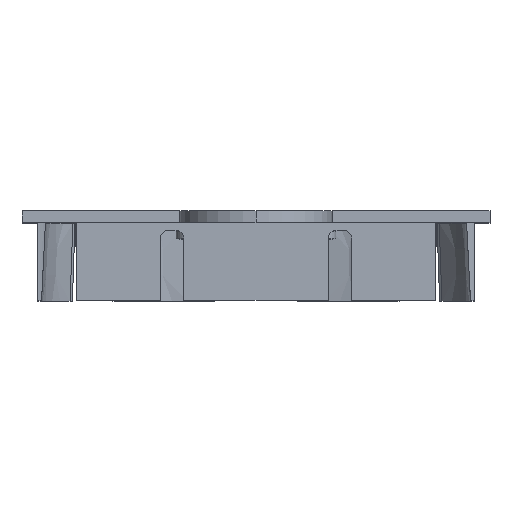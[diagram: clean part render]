
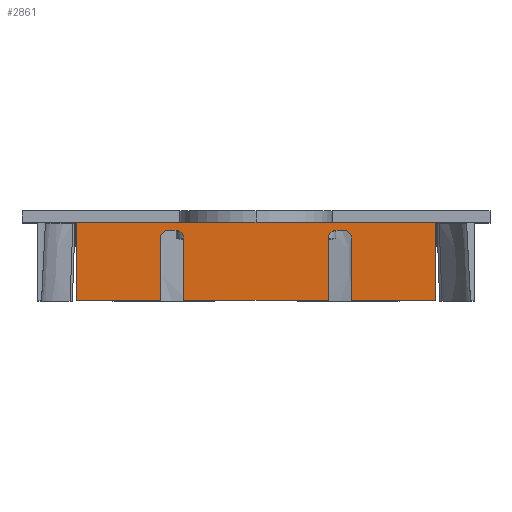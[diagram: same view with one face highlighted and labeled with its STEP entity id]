
A CAD part, top view. The second image highlights one B-rep face of the part: STEP entity #2861.
In plain terms, the highlighted planar face has unit normal (0, 0, 1).
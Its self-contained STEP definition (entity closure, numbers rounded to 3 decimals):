
#7 = VERTEX_POINT ( 'NONE', #1300 ) ;
#24 = EDGE_CURVE ( 'NONE', #235, #490, #1604, .T. ) ;
#38 = CARTESIAN_POINT ( 'NONE',  ( 46., 0., 76. ) ) ;
#39 = CARTESIAN_POINT ( 'NONE',  ( 24.5, -2., 76. ) ) ;
#70 = VECTOR ( 'NONE', #2338, 1000. ) ;
#82 = VERTEX_POINT ( 'NONE', #3868 ) ;
#99 = ORIENTED_EDGE ( 'NONE', *, *, #24, .T. ) ;
#160 = VERTEX_POINT ( 'NONE', #1343 ) ;
#171 = ORIENTED_EDGE ( 'NONE', *, *, #3601, .F. ) ;
#183 = EDGE_CURVE ( 'NONE', #82, #1888, #2734, .T. ) ;
#208 = CARTESIAN_POINT ( 'NONE',  ( -18.5, -20., 76. ) ) ;
#219 = CARTESIAN_POINT ( 'NONE',  ( -24.5, -2., 76. ) ) ;
#235 = VERTEX_POINT ( 'NONE', #1806 ) ;
#250 = DIRECTION ( 'NONE',  ( 0., -1., 0. ) ) ;
#277 = CARTESIAN_POINT ( 'NONE',  ( 24.5, -20., 76. ) ) ;
#283 = CARTESIAN_POINT ( 'NONE',  ( -18.5, -2., 76. ) ) ;
#305 = LINE ( 'NONE', #758, #2094 ) ;
#332 = ORIENTED_EDGE ( 'NONE', *, *, #1891, .T. ) ;
#467 = CIRCLE ( 'NONE', #3192, 2. ) ;
#469 = DIRECTION ( 'NONE',  ( -1., 0., 0. ) ) ;
#490 = VERTEX_POINT ( 'NONE', #1216 ) ;
#506 = VECTOR ( 'NONE', #772, 1000. ) ;
#552 = CARTESIAN_POINT ( 'NONE',  ( 22.5, -4., 76. ) ) ;
#559 = DIRECTION ( 'NONE',  ( 0., 0., -1. ) ) ;
#575 = CARTESIAN_POINT ( 'NONE',  ( 46., -20.001, 76. ) ) ;
#643 = EDGE_CURVE ( 'NONE', #4170, #3707, #1661, .T. ) ;
#691 = CIRCLE ( 'NONE', #3987, 2. ) ;
#751 = DIRECTION ( 'NONE',  ( -1., 0., 0. ) ) ;
#758 = CARTESIAN_POINT ( 'NONE',  ( -18.5, -2., 76. ) ) ;
#772 = DIRECTION ( 'NONE',  ( 0., 1., 0. ) ) ;
#879 = ORIENTED_EDGE ( 'NONE', *, *, #2228, .T. ) ;
#938 = CARTESIAN_POINT ( 'NONE',  ( -20.5, -4., 76. ) ) ;
#951 = DIRECTION ( 'NONE',  ( -1., 0., 0. ) ) ;
#1096 = VECTOR ( 'NONE', #1686, 1000. ) ;
#1099 = DIRECTION ( 'NONE',  ( 0., 1., 0. ) ) ;
#1193 = ORIENTED_EDGE ( 'NONE', *, *, #4638, .T. ) ;
#1211 = EDGE_CURVE ( 'NONE', #3154, #82, #2999, .T. ) ;
#1216 = CARTESIAN_POINT ( 'NONE',  ( 22.5, -2., 76. ) ) ;
#1284 = DIRECTION ( 'NONE',  ( -1., 0., 0. ) ) ;
#1300 = CARTESIAN_POINT ( 'NONE',  ( -46., -20., 76. ) ) ;
#1301 = VERTEX_POINT ( 'NONE', #1385 ) ;
#1307 = DIRECTION ( 'NONE',  ( -1., 0., 0. ) ) ;
#1315 = VERTEX_POINT ( 'NONE', #2106 ) ;
#1343 = CARTESIAN_POINT ( 'NONE',  ( -20.5, -2., 76. ) ) ;
#1347 = VERTEX_POINT ( 'NONE', #2483 ) ;
#1385 = CARTESIAN_POINT ( 'NONE',  ( 24.5, -4., 76. ) ) ;
#1491 = DIRECTION ( 'NONE',  ( 0., 0., -1. ) ) ;
#1532 = ORIENTED_EDGE ( 'NONE', *, *, #3879, .T. ) ;
#1544 = ORIENTED_EDGE ( 'NONE', *, *, #1745, .F. ) ;
#1601 = ORIENTED_EDGE ( 'NONE', *, *, #643, .F. ) ;
#1604 = LINE ( 'NONE', #3343, #4666 ) ;
#1661 = LINE ( 'NONE', #219, #3471 ) ;
#1663 = CARTESIAN_POINT ( 'NONE',  ( 56., 0., 76. ) ) ;
#1675 = PLANE ( 'NONE',  #1772 ) ;
#1686 = DIRECTION ( 'NONE',  ( -1., 0., 0. ) ) ;
#1688 = DIRECTION ( 'NONE',  ( -1., 0., 0. ) ) ;
#1718 = EDGE_CURVE ( 'NONE', #3845, #7, #3693, .T. ) ;
#1728 = DIRECTION ( 'NONE',  ( -1., 0., 0. ) ) ;
#1745 = EDGE_CURVE ( 'NONE', #3707, #7, #2436, .T. ) ;
#1772 = AXIS2_PLACEMENT_3D ( 'NONE', #2060, #3520, #1688 ) ;
#1806 = CARTESIAN_POINT ( 'NONE',  ( 20.5, -2., 76. ) ) ;
#1861 = ORIENTED_EDGE ( 'NONE', *, *, #1718, .T. ) ;
#1864 = EDGE_CURVE ( 'NONE', #4170, #3665, #1869, .T. ) ;
#1869 = CIRCLE ( 'NONE', #3742, 2. ) ;
#1888 = VERTEX_POINT ( 'NONE', #277 ) ;
#1891 = EDGE_CURVE ( 'NONE', #160, #1347, #691, .T. ) ;
#1905 = LINE ( 'NONE', #1663, #2755 ) ;
#1946 = DIRECTION ( 'NONE',  ( 0., -1., 0. ) ) ;
#1971 = VECTOR ( 'NONE', #1728, 1000. ) ;
#1996 = CARTESIAN_POINT ( 'NONE',  ( -22.5, -4., 76. ) ) ;
#2016 = VECTOR ( 'NONE', #2910, 1000. ) ;
#2031 = LINE ( 'NONE', #283, #1971 ) ;
#2032 = CARTESIAN_POINT ( 'NONE',  ( -46., 0., 76. ) ) ;
#2045 = VECTOR ( 'NONE', #4602, 1000. ) ;
#2059 = VERTEX_POINT ( 'NONE', #2191 ) ;
#2060 = CARTESIAN_POINT ( 'NONE',  ( 56., -20., 76. ) ) ;
#2080 = EDGE_CURVE ( 'NONE', #4447, #1347, #305, .T. ) ;
#2087 = ORIENTED_EDGE ( 'NONE', *, *, #1864, .T. ) ;
#2094 = VECTOR ( 'NONE', #1099, 1000. ) ;
#2106 = CARTESIAN_POINT ( 'NONE',  ( 18.5, -4., 76. ) ) ;
#2182 = ORIENTED_EDGE ( 'NONE', *, *, #2080, .F. ) ;
#2191 = CARTESIAN_POINT ( 'NONE',  ( 18.5, -20., 76. ) ) ;
#2228 = EDGE_CURVE ( 'NONE', #490, #1301, #467, .T. ) ;
#2338 = DIRECTION ( 'NONE',  ( -1., 0., 0. ) ) ;
#2344 = CIRCLE ( 'NONE', #3039, 2. ) ;
#2364 = FACE_OUTER_BOUND ( 'NONE', #2560, .T. ) ;
#2436 = LINE ( 'NONE', #4488, #70 ) ;
#2483 = CARTESIAN_POINT ( 'NONE',  ( -18.5, -4., 76. ) ) ;
#2539 = CARTESIAN_POINT ( 'NONE',  ( -24.5, -4., 76. ) ) ;
#2560 = EDGE_LOOP ( 'NONE', ( #3992, #3814, #1532, #1861, #1544, #1601, #2087, #4481, #332, #2182, #171, #4614, #1193, #99, #879, #4134 ) ) ;
#2587 = CARTESIAN_POINT ( 'NONE',  ( 56., -20., 76. ) ) ;
#2614 = DIRECTION ( 'NONE',  ( 1., 0., 0. ) ) ;
#2734 = LINE ( 'NONE', #3115, #1096 ) ;
#2755 = VECTOR ( 'NONE', #1307, 1000. ) ;
#2769 = DIRECTION ( 'NONE',  ( 0., 0., -1. ) ) ;
#2861 = ADVANCED_FACE ( 'NONE', ( #2364 ), #1675, .F. ) ;
#2910 = DIRECTION ( 'NONE',  ( 0., -1., 0. ) ) ;
#2999 = LINE ( 'NONE', #575, #2045 ) ;
#3036 = LINE ( 'NONE', #2587, #3100 ) ;
#3039 = AXIS2_PLACEMENT_3D ( 'NONE', #3662, #1491, #469 ) ;
#3100 = VECTOR ( 'NONE', #751, 1000. ) ;
#3115 = CARTESIAN_POINT ( 'NONE',  ( 56., -20., 76. ) ) ;
#3153 = LINE ( 'NONE', #39, #2016 ) ;
#3154 = VERTEX_POINT ( 'NONE', #38 ) ;
#3192 = AXIS2_PLACEMENT_3D ( 'NONE', #552, #4139, #1284 ) ;
#3273 = CARTESIAN_POINT ( 'NONE',  ( -22.5, -2., 76. ) ) ;
#3343 = CARTESIAN_POINT ( 'NONE',  ( 18.5, -2., 76. ) ) ;
#3354 = EDGE_CURVE ( 'NONE', #160, #3665, #2031, .T. ) ;
#3471 = VECTOR ( 'NONE', #250, 1000. ) ;
#3491 = DIRECTION ( 'NONE',  ( -1., 0., 0. ) ) ;
#3520 = DIRECTION ( 'NONE',  ( 0., 0., -1. ) ) ;
#3595 = EDGE_CURVE ( 'NONE', #2059, #1315, #3847, .T. ) ;
#3601 = EDGE_CURVE ( 'NONE', #2059, #4447, #3036, .T. ) ;
#3662 = CARTESIAN_POINT ( 'NONE',  ( 20.5, -4., 76. ) ) ;
#3665 = VERTEX_POINT ( 'NONE', #3273 ) ;
#3693 = LINE ( 'NONE', #4126, #4318 ) ;
#3707 = VERTEX_POINT ( 'NONE', #4106 ) ;
#3742 = AXIS2_PLACEMENT_3D ( 'NONE', #1996, #559, #951 ) ;
#3814 = ORIENTED_EDGE ( 'NONE', *, *, #1211, .F. ) ;
#3845 = VERTEX_POINT ( 'NONE', #2032 ) ;
#3847 = LINE ( 'NONE', #4410, #506 ) ;
#3868 = CARTESIAN_POINT ( 'NONE',  ( 46., -20., 76. ) ) ;
#3879 = EDGE_CURVE ( 'NONE', #3154, #3845, #1905, .T. ) ;
#3987 = AXIS2_PLACEMENT_3D ( 'NONE', #938, #2769, #3491 ) ;
#3992 = ORIENTED_EDGE ( 'NONE', *, *, #183, .F. ) ;
#4106 = CARTESIAN_POINT ( 'NONE',  ( -24.5, -20., 76. ) ) ;
#4126 = CARTESIAN_POINT ( 'NONE',  ( -46., -20.001, 76. ) ) ;
#4134 = ORIENTED_EDGE ( 'NONE', *, *, #4460, .T. ) ;
#4139 = DIRECTION ( 'NONE',  ( 0., 0., -1. ) ) ;
#4170 = VERTEX_POINT ( 'NONE', #2539 ) ;
#4318 = VECTOR ( 'NONE', #1946, 1000. ) ;
#4410 = CARTESIAN_POINT ( 'NONE',  ( 18.5, -2., 76. ) ) ;
#4447 = VERTEX_POINT ( 'NONE', #208 ) ;
#4460 = EDGE_CURVE ( 'NONE', #1301, #1888, #3153, .T. ) ;
#4481 = ORIENTED_EDGE ( 'NONE', *, *, #3354, .F. ) ;
#4488 = CARTESIAN_POINT ( 'NONE',  ( 56., -20., 76. ) ) ;
#4602 = DIRECTION ( 'NONE',  ( 0., -1., 0. ) ) ;
#4614 = ORIENTED_EDGE ( 'NONE', *, *, #3595, .T. ) ;
#4638 = EDGE_CURVE ( 'NONE', #1315, #235, #2344, .T. ) ;
#4666 = VECTOR ( 'NONE', #2614, 1000. ) ;
